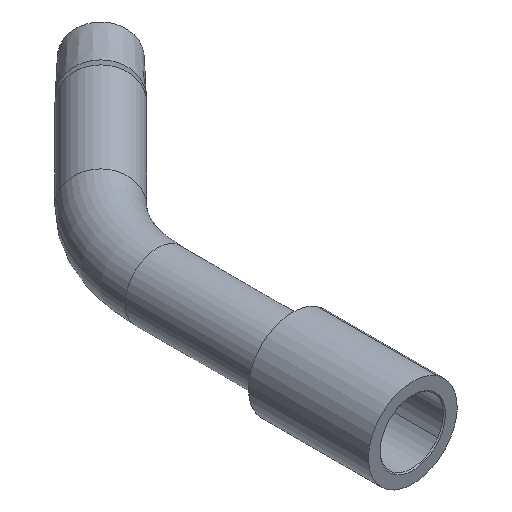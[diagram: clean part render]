
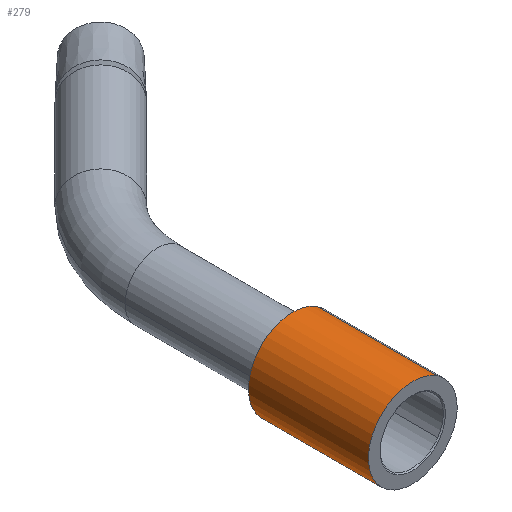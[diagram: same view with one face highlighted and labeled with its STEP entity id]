
A CAD part, isometric view. The second image highlights one B-rep face of the part: STEP entity #279.
In plain terms, the highlighted cylindrical face has radius 9.25 mm (diameter 18.5 mm), a partial arc.
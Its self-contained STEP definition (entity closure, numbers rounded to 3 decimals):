
#226 = EDGE_CURVE ( 'NONE', #245, #243, #875, .T. ) ;
#231 = EDGE_CURVE ( 'NONE', #304, #242, #937, .T. ) ;
#242 = VERTEX_POINT ( 'NONE', #921 ) ;
#243 = VERTEX_POINT ( 'NONE', #920 ) ;
#245 = VERTEX_POINT ( 'NONE', #919 ) ;
#246 = ORIENTED_EDGE ( 'NONE', *, *, #226, .T. ) ;
#247 = ORIENTED_EDGE ( 'NONE', *, *, #265, .F. ) ;
#265 = EDGE_CURVE ( 'NONE', #242, #243, #897, .T. ) ;
#279 = ADVANCED_FACE ( 'NONE', ( #965 ), #1027, .T. ) ;
#280 = EDGE_LOOP ( 'NONE', ( #281, #282, #246, #247 ) ) ;
#281 = ORIENTED_EDGE ( 'NONE', *, *, #231, .F. ) ;
#282 = ORIENTED_EDGE ( 'NONE', *, *, #294, .T. ) ;
#294 = EDGE_CURVE ( 'NONE', #304, #245, #1034, .T. ) ;
#304 = VERTEX_POINT ( 'NONE', #1069 ) ;
#872 = DIRECTION ( 'NONE',  ( 0., 0., 1. ) ) ;
#873 = VECTOR ( 'NONE', #872, 1000. ) ;
#874 = CARTESIAN_POINT ( 'NONE',  ( 9.25, 0., 0. ) ) ;
#875 = LINE ( 'NONE', #874, #873 ) ;
#890 = DIRECTION ( 'NONE',  ( 1., 0., 0. ) ) ;
#891 = DIRECTION ( 'NONE',  ( 0., 0., 1. ) ) ;
#892 = CARTESIAN_POINT ( 'NONE',  ( 0., 0., 0. ) ) ;
#893 = AXIS2_PLACEMENT_3D ( 'NONE', #892, #891, #890 ) ;
#897 = CIRCLE ( 'NONE', #893, 9.25 ) ;
#919 = CARTESIAN_POINT ( 'NONE',  ( 9.25, 0., -25. ) ) ;
#920 = CARTESIAN_POINT ( 'NONE',  ( 9.25, 0., 0. ) ) ;
#921 = CARTESIAN_POINT ( 'NONE',  ( -9.25, 0., 0. ) ) ;
#935 = VECTOR ( 'NONE', #938, 1000. ) ;
#936 = CARTESIAN_POINT ( 'NONE',  ( -9.25, 0., 0. ) ) ;
#937 = LINE ( 'NONE', #936, #935 ) ;
#938 = DIRECTION ( 'NONE',  ( 0., 0., 1. ) ) ;
#965 = FACE_OUTER_BOUND ( 'NONE', #280, .T. ) ;
#966 = DIRECTION ( 'NONE',  ( 0., 0., 1. ) ) ;
#967 = AXIS2_PLACEMENT_3D ( 'NONE', #1028, #966, #1065 ) ;
#1004 = DIRECTION ( 'NONE',  ( 0., 0., 1. ) ) ;
#1005 = CARTESIAN_POINT ( 'NONE',  ( 0., 0., -25. ) ) ;
#1006 = AXIS2_PLACEMENT_3D ( 'NONE', #1005, #1004, #1064 ) ;
#1027 = CYLINDRICAL_SURFACE ( 'NONE', #967, 9.25 ) ;
#1028 = CARTESIAN_POINT ( 'NONE',  ( 0., 0., 0. ) ) ;
#1034 = CIRCLE ( 'NONE', #1006, 9.25 ) ;
#1064 = DIRECTION ( 'NONE',  ( 1., 0., 0. ) ) ;
#1065 = DIRECTION ( 'NONE',  ( 1., 0., 0. ) ) ;
#1069 = CARTESIAN_POINT ( 'NONE',  ( -9.25, 0., -25. ) ) ;
